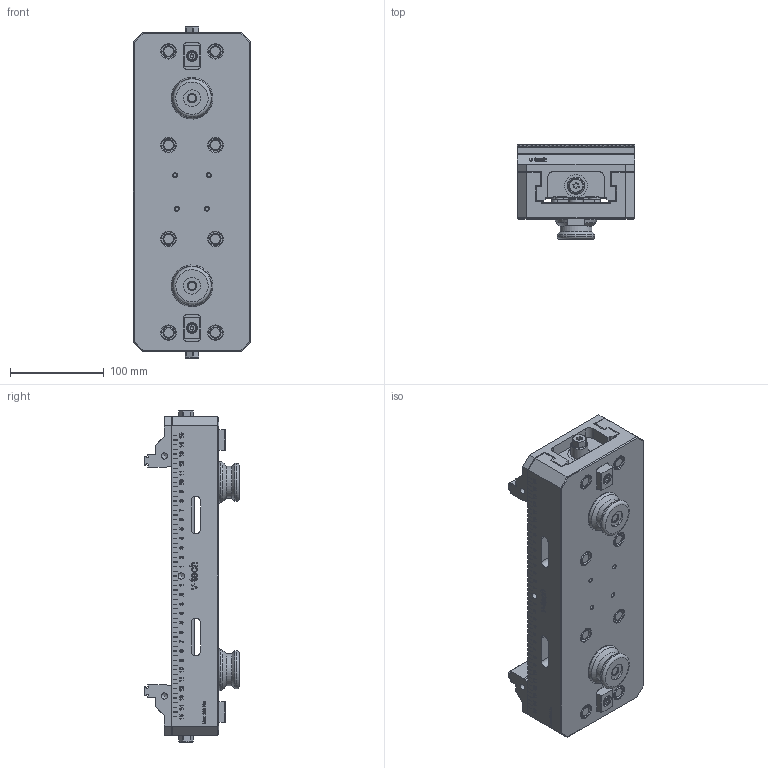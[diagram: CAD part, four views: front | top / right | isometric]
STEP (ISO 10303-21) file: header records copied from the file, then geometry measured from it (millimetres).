
FILE_DESCRIPTION(/* description */ (''),/* implementation_level */ '2;1');
FILE_NAME(/* name */ 'VIS-E 125-340-roughJaw.stp',/* time_stamp */ '2024-10-19T18:09:54+02:00',/* author */ ('Admin'),/* organization */ (''),/* preprocessor_version */ 'ST-DEVELOPER v20',/* originating_system */ 'Autodesk Inventor 2025',/* authorisation */ '');
FILE_SCHEMA (('CONFIG_CONTROL_DESIGN'));
Products named in the file (4): Sestava6; telo125-2; 24002-1119.1; 24002-1119.2
Assembly tree (3 placements, depth 2):
  Sestava6
    telo125-2
    24002-1119.1
    24002-1119.2
Bounding box: 125 x 100.8 x 354 mm (x, y, z)
Volume: 1716039.2 mm3; surface area: 287556.1 mm2
Topology: 3 solids, 47 shells, 4775 faces, 12887 edges, 8472 vertices
Faces by surface type: plane 3052, bspline 1012, cylinder 359, cone 266, torus 86
Full cylindrical faces by diameter (mm): 1.567 x8, 2.4 x8, 3.8 x8, 4.134 x6, 4.917 x2, 5 x6, 5.5 x6, 6 x2, 6.4 x2, 6.647 x6, 8.376 x2, 8.5 x6, 9 x8, 10 x10, 10.376 x8, 10.5 x2, 11 x2, 12 x8, 15 x8, 16 x4, 16.376 x2, 17 x10, 18 x19, 18.4 x2, 18.5 x3, 19 x1, 19.4 x4, 22 x2, 23 x2, 23.5 x2
Entity records: 160619 total; most frequent: CARTESIAN_POINT 42012, ORIENTED_EDGE 25686, DIRECTION 19891, EDGE_CURVE 12843, VERTEX_POINT 8472, LINE 8237, VECTOR 8237, AXIS2_PLACEMENT_3D 5827
